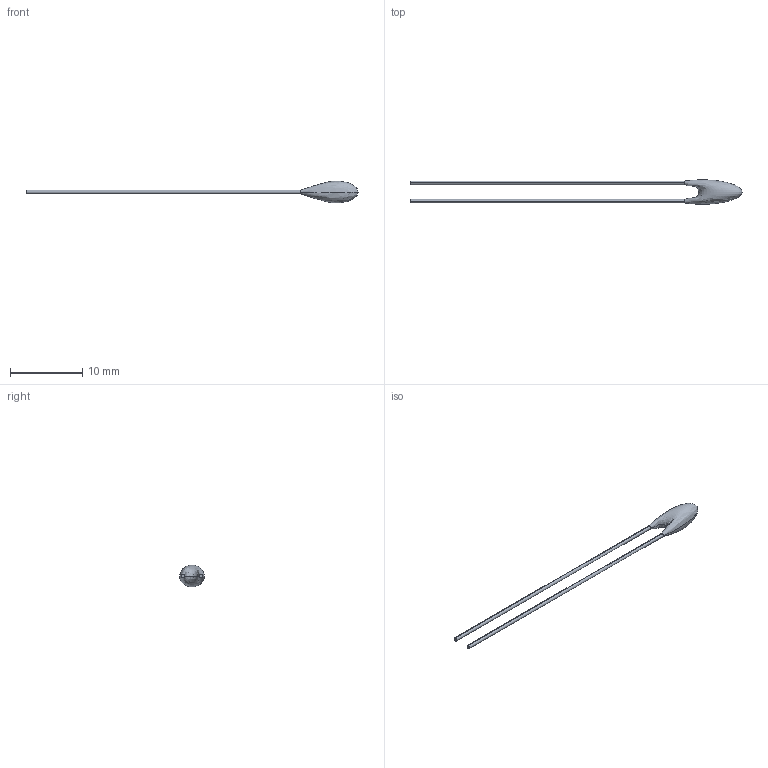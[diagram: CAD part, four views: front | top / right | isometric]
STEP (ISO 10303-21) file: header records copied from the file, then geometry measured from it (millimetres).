
FILE_DESCRIPTION(('STEP AP214'),'1');
FILE_NAME('2381_640_56103_ntcle203e3103hb0.stp','2017-04-07T06:05:44',('TraceParts'),('TraceParts S.A.'),'Spatial InterOp 3D',' ',' ');
FILE_SCHEMA(('automotive_design'));
Length unit declared in the file: millimetre
Products named in the file (1): 2381_640_56103_ntcle203e3103hb0
Bounding box: 46 x 3.4 x 3 mm (x, y, z)
Volume: 52.4 mm3; surface area: 187.7 mm2
Topology: 3 solids, 3 shells, 12 faces, 18 edges, 12 vertices
Faces by surface type: plane 6, cylinder 4, bspline 2
Entity records: 960 total; most frequent: CARTESIAN_POINT 607, DIRECTION 50, ORIENTED_EDGE 36, AXIS2_PLACEMENT_3D 23, EDGE_CURVE 18, STYLED_ITEM 15, PRESENTATION_STYLE_ASSIGNMENT 15, SURFACE_STYLE_USAGE 15
